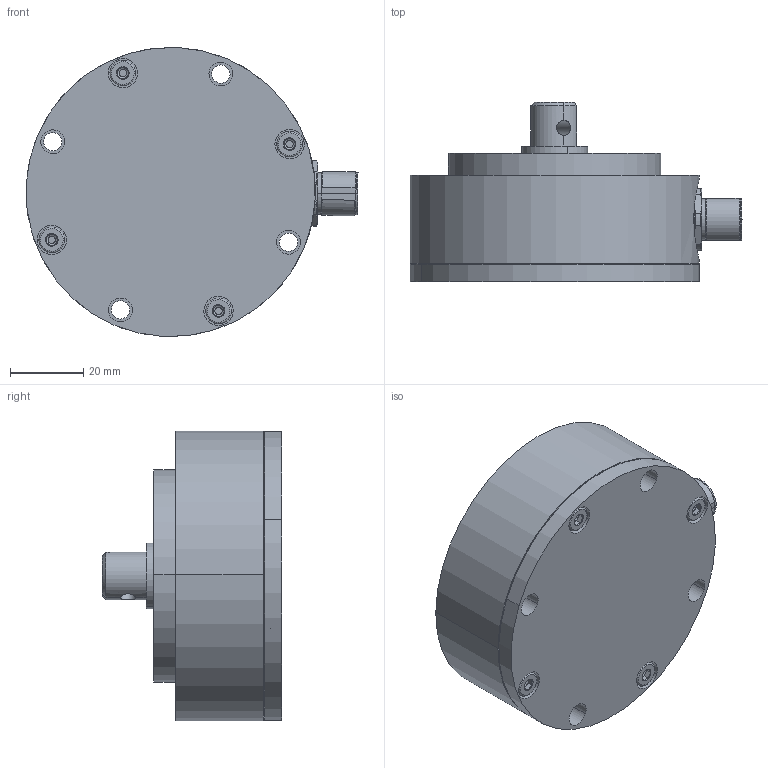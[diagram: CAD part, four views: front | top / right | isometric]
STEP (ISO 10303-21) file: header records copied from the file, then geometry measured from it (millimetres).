
FILE_DESCRIPTION (( 'STEP AP214' ), '1' );
FILE_NAME ('Gehaeuse_Code_1_Welle_Code_01_el_Abg_101 .STEP', '2012-05-29T13:52:15', ( 'dummy' ), ( '' ), 'SwSTEP 2.0', 'SolidWorks 2011', '' );
FILE_SCHEMA (( 'AUTOMOTIVE_DESIGN' ));
Length unit declared in the file: millimetre
Products named in the file (1): Gehaeuse_Code_1_Welle_Code_01_el_Abg_101 
Bounding box: 90.65 x 49 x 79 mm (x, y, z)
Surface area: 24901.7 mm2 (no closed solid volume)
Topology: 0 solids, 15 shells, 217 faces, 556 edges, 344 vertices
Faces by surface type: cylinder 80, plane 62, cone 59, torus 16
Entity records: 9323 total; most frequent: CARTESIAN_POINT 1596, DIRECTION 1225, ORIENTED_EDGE 968, EDGE_CURVE 556, AXIS2_PLACEMENT_3D 513, VERTEX_POINT 344, CIRCLE 295, EDGE_LOOP 252
